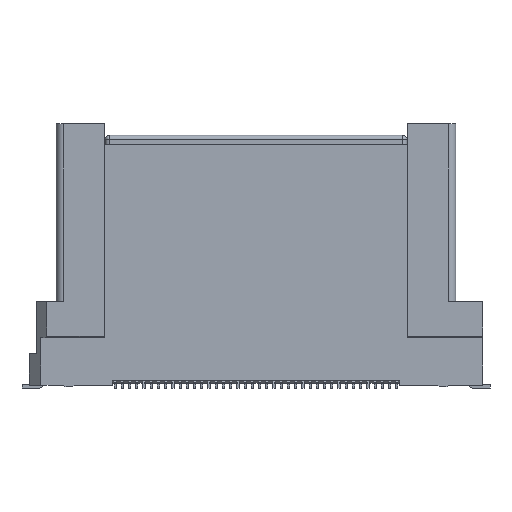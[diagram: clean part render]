
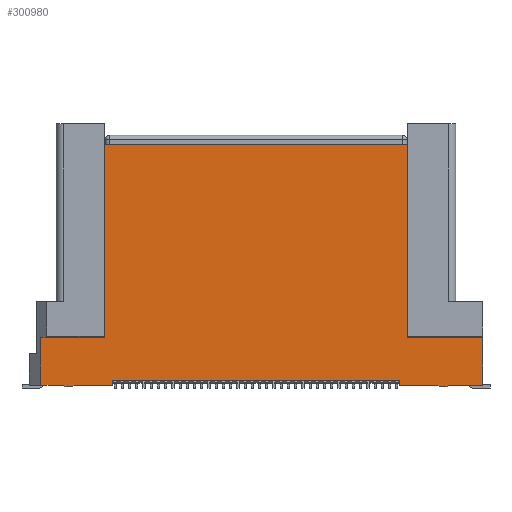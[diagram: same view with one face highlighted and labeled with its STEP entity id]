
A CAD part, front view. The second image highlights one B-rep face of the part: STEP entity #300980.
In plain terms, the highlighted planar face has unit normal (0, -1, 0).
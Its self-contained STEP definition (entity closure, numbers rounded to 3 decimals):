
#10990=CARTESIAN_POINT('',(20.14,-93.,
-10.));
#11000=DIRECTION('',(0.,0.,1.));
#11010=VECTOR('',#11000,1.);
#11020=LINE('',#10990,#11010);
#11030=CARTESIAN_POINT('',(20.14,-93.,-11.1));
#11040=VERTEX_POINT('',#11030);
#11050=CARTESIAN_POINT('',(20.14,-93.,-7.8));
#11060=VERTEX_POINT('',#11050);
#11070=EDGE_CURVE('',#11040,#11060,#11020,.T.);
#12610=CARTESIAN_POINT('',(24.54,-93.,
-7.8));
#12620=VERTEX_POINT('',#12610);
#13100=CARTESIAN_POINT('',(24.54,-93.,
5.55));
#13110=VERTEX_POINT('',#13100);
#13140=CARTESIAN_POINT('',(24.54,-93.,
0.2));
#13150=DIRECTION('',(0.,0.,1.));
#13160=VECTOR('',#13150,1.);
#13170=LINE('',#13140,#13160);
#13180=EDGE_CURVE('',#12620,#13110,#13170,.T.);
#19990=CARTESIAN_POINT('',(25.105,-93.,
-10.8));
#20000=VERTEX_POINT('',#19990);
#20170=CARTESIAN_POINT('',(25.105,-93.,-11.1));
#20180=VERTEX_POINT('',#20170);
#20210=CARTESIAN_POINT('',(25.105,-93.,
0.2));
#20220=DIRECTION('',(0.,0.,1.));
#20230=VECTOR('',#20220,1.);
#20240=LINE('',#20210,#20230);
#20250=EDGE_CURVE('',#20180,#20000,#20240,.T.);
#52890=CARTESIAN_POINT('',(44.975,-93.,-11.1));
#52900=VERTEX_POINT('',#52890);
#53070=CARTESIAN_POINT('',(44.975,-93.,
-10.8));
#53080=VERTEX_POINT('',#53070);
#53110=CARTESIAN_POINT('',(44.975,-93.,
0.2));
#53120=DIRECTION('',(0.,0.,-1.));
#53130=VECTOR('',#53120,1.);
#53140=LINE('',#53110,#53130);
#53150=EDGE_CURVE('',#53080,#52900,#53140,.T.);
#58590=CARTESIAN_POINT('',(-10.769,-93.,
-11.1));
#58600=DIRECTION('',(-1.,0.,0.));
#58610=VECTOR('',#58600,1.);
#58620=LINE('',#58590,#58610);
#58630=CARTESIAN_POINT('',(21.715,-93.,-11.1));
#58640=VERTEX_POINT('',#58630);
#58650=EDGE_CURVE('',#58640,#11040,#58620,.T.);
#58870=CARTESIAN_POINT('',(22.465,-93.,-11.1));
#58880=VERTEX_POINT('',#58870);
#58910=CARTESIAN_POINT('',(-10.769,-93.,
-11.1));
#58920=DIRECTION('',(1.,0.,0.));
#58930=VECTOR('',#58920,1.);
#58940=LINE('',#58910,#58930);
#58950=EDGE_CURVE('',#58880,#20180,#58940,.T.);
#60140=CARTESIAN_POINT('',(22.365,-93.,
-11.2));
#60150=VERTEX_POINT('',#60140);
#60180=CARTESIAN_POINT('',(33.965,-93.,
0.4));
#60190=DIRECTION('',(-0.707,0.,
-0.707));
#60200=VECTOR('',#60190,1.);
#60210=LINE('',#60180,#60200);
#60220=EDGE_CURVE('',#58880,#60150,#60210,.T.);
#60460=CARTESIAN_POINT('',(21.815,-93.,
-11.2));
#60470=VERTEX_POINT('',#60460);
#60500=CARTESIAN_POINT('',(-10.019,-93.,
-11.2));
#60510=DIRECTION('',(1.,0.,0.));
#60520=VECTOR('',#60510,1.);
#60530=LINE('',#60500,#60520);
#60540=EDGE_CURVE('',#60470,#60150,#60530,.T.);
#61010=CARTESIAN_POINT('',(-10.769,-93.,
-7.8));
#61020=DIRECTION('',(1.,0.,0.));
#61030=VECTOR('',#61020,1.);
#61040=LINE('',#61010,#61030);
#61050=EDGE_CURVE('',#11060,#12620,#61040,.T.);
#61180=CARTESIAN_POINT('',(-10.019,-93.,
20.634));
#61190=DIRECTION('',(-0.707,0.,
0.707));
#61200=VECTOR('',#61190,1.);
#61210=LINE('',#61180,#61200);
#61220=EDGE_CURVE('',#60470,#58640,#61210,.T.);
#66240=CARTESIAN_POINT('',(45.54,-93.,
5.55));
#66250=VERTEX_POINT('',#66240);
#66280=CARTESIAN_POINT('',(-19.269,-93.,
5.55));
#66290=DIRECTION('',(1.,0.,0.));
#66300=VECTOR('',#66290,1.);
#66310=LINE('',#66280,#66300);
#66320=EDGE_CURVE('',#13110,#66250,#66310,.T.);
#78250=CARTESIAN_POINT('',(80.099,-93.,
-11.2));
#78260=DIRECTION('',(-1.,0.,0.));
#78270=VECTOR('',#78260,1.);
#78280=LINE('',#78250,#78270);
#78290=CARTESIAN_POINT('',(48.265,-93.,
-11.2));
#78300=VERTEX_POINT('',#78290);
#78310=CARTESIAN_POINT('',(47.715,-93.,
-11.2));
#78320=VERTEX_POINT('',#78310);
#78330=EDGE_CURVE('',#78300,#78320,#78280,.T.);
#116270=CARTESIAN_POINT('',(-10.769,-93.,
-10.8));
#116280=DIRECTION('',(1.,0.,0.));
#116290=VECTOR('',#116280,1.);
#116300=LINE('',#116270,#116290);
#116310=EDGE_CURVE('',#20000,#53080,#116300,.T.);
#152540=CARTESIAN_POINT('',(50.74,-93.,-7.8));
#152550=VERTEX_POINT('',#152540);
#152580=CARTESIAN_POINT('',(-20.769,-93.,
-7.8));
#152590=DIRECTION('',(-1.,0.,0.));
#152600=VECTOR('',#152590,1.);
#152610=LINE('',#152580,#152600);
#152620=CARTESIAN_POINT('',(45.54,-93.,
-7.8));
#152630=VERTEX_POINT('',#152620);
#152640=EDGE_CURVE('',#152550,#152630,#152610,.T.);
#300350=CARTESIAN_POINT('',(24.89,-93.,
-7.83));
#300360=DIRECTION('',(0.,-1.,0.));
#300370=DIRECTION('',(-1.,0.,0.));
#300380=AXIS2_PLACEMENT_3D('',#300350,#300360,#300370);
#300390=PLANE('',#300380);
#300400=CARTESIAN_POINT('',(45.54,-93.,
0.2));
#300410=DIRECTION('',(0.,0.,1.));
#300420=VECTOR('',#300410,1.);
#300430=LINE('',#300400,#300420);
#300440=EDGE_CURVE('',#152630,#66250,#300430,.T.);
#300450=ORIENTED_EDGE('',*,*,#300440,.T.);
#300460=ORIENTED_EDGE('',*,*,#152640,.T.);
#300470=CARTESIAN_POINT('',(50.74,-93.,
-10.));
#300480=DIRECTION('',(0.,0.,1.));
#300490=VECTOR('',#300480,1.);
#300500=LINE('',#300470,#300490);
#300510=CARTESIAN_POINT('',(50.74,-93.,-11.1));
#300520=VERTEX_POINT('',#300510);
#300530=EDGE_CURVE('',#300520,#152550,#300500,.T.);
#300540=ORIENTED_EDGE('',*,*,#300530,.T.);
#300550=CARTESIAN_POINT('',(-20.769,-93.,
-11.1));
#300560=DIRECTION('',(-1.,0.,0.));
#300570=VECTOR('',#300560,1.);
#300580=LINE('',#300550,#300570);
#300590=CARTESIAN_POINT('',(48.365,-93.,-11.1));
#300600=VERTEX_POINT('',#300590);
#300610=EDGE_CURVE('',#300520,#300600,#300580,.T.);
#300620=ORIENTED_EDGE('',*,*,#300610,.F.);
#300630=CARTESIAN_POINT('',(80.099,-93.,
20.634));
#300640=DIRECTION('',(0.707,0.,
0.707));
#300650=VECTOR('',#300640,1.);
#300660=LINE('',#300630,#300650);
#300670=EDGE_CURVE('',#78300,#300600,#300660,.T.);
#300680=ORIENTED_EDGE('',*,*,#300670,.T.);
#300690=ORIENTED_EDGE('',*,*,#78330,.F.);
#300700=CARTESIAN_POINT('',(36.115,-93.,
0.4));
#300710=DIRECTION('',(0.707,0.,
-0.707));
#300720=VECTOR('',#300710,1.);
#300730=LINE('',#300700,#300720);
#300740=CARTESIAN_POINT('',(47.615,-93.,-11.1));
#300750=VERTEX_POINT('',#300740);
#300760=EDGE_CURVE('',#300750,#78320,#300730,.T.);
#300770=ORIENTED_EDGE('',*,*,#300760,.T.);
#300780=CARTESIAN_POINT('',(80.849,-93.,
-11.1));
#300790=DIRECTION('',(-1.,0.,0.));
#300800=VECTOR('',#300790,1.);
#300810=LINE('',#300780,#300800);
#300820=EDGE_CURVE('',#300750,#52900,#300810,.T.);
#300830=ORIENTED_EDGE('',*,*,#300820,.F.);
#300840=ORIENTED_EDGE('',*,*,#53150,.T.);
#300850=ORIENTED_EDGE('',*,*,#116310,.T.);
#300860=ORIENTED_EDGE('',*,*,#20250,.T.);
#300870=ORIENTED_EDGE('',*,*,#58950,.T.);
#300880=ORIENTED_EDGE('',*,*,#60220,.F.);
#300890=ORIENTED_EDGE('',*,*,#60540,.T.);
#300900=ORIENTED_EDGE('',*,*,#61220,.F.);
#300910=ORIENTED_EDGE('',*,*,#58650,.F.);
#300920=ORIENTED_EDGE('',*,*,#11070,.F.);
#300930=ORIENTED_EDGE('',*,*,#61050,.F.);
#300940=ORIENTED_EDGE('',*,*,#13180,.F.);
#300950=ORIENTED_EDGE('',*,*,#66320,.F.);
#300960=EDGE_LOOP('',(#300950,#300940,#300930,#300920,#300910,#300900,
#300890,#300880,#300870,#300860,#300850,#300840,#300830,#300770,#300690,
#300680,#300620,#300540,#300460,#300450));
#300970=FACE_OUTER_BOUND('',#300960,.T.);
#300980=ADVANCED_FACE('',(#300970),#300390,.T.);
